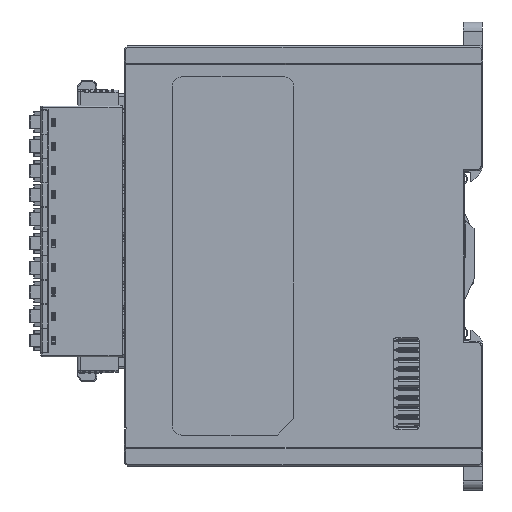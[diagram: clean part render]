
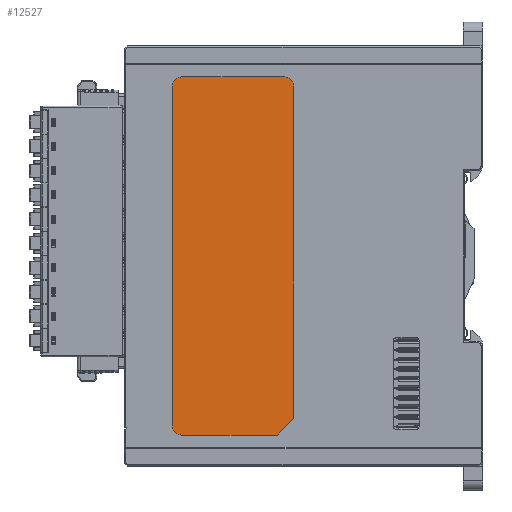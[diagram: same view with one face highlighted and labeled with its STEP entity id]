
A CAD part, left-side view. The second image highlights one B-rep face of the part: STEP entity #12527.
In plain terms, the highlighted planar face has unit normal (-1, 0, 0).
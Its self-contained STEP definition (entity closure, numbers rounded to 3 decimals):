
#12368=CARTESIAN_POINT('',(0.2,-33.5,37.5));
#12369=VERTEX_POINT('',#12368);
#12370=CARTESIAN_POINT('',(0.2,-12.,37.5));
#12371=VERTEX_POINT('',#12370);
#12372=CARTESIAN_POINT('',(0.2,-33.5,37.5));
#12373=DIRECTION('',(0.,1.,0.));
#12374=VECTOR('',#12373,21.5);
#12375=LINE('',#12372,#12374);
#12376=EDGE_CURVE('',#12369,#12371,#12375,.T.);
#12399=CARTESIAN_POINT('',(0.2,-10.,35.5));
#12400=VERTEX_POINT('',#12399);
#12401=CARTESIAN_POINT('',(0.2,-12.,35.5));
#12402=DIRECTION('',(-1.,0.,0.));
#12403=DIRECTION('',(0.,0.,1.));
#12404=AXIS2_PLACEMENT_3D('',#12401,#12402,#12403);
#12405=CIRCLE('',#12404,2.);
#12406=EDGE_CURVE('',#12371,#12400,#12405,.T.);
#12424=CARTESIAN_POINT('',(0.2,-10.,-35.5));
#12425=VERTEX_POINT('',#12424);
#12426=CARTESIAN_POINT('',(0.2,-10.,35.5));
#12427=DIRECTION('',(0.,0.,-1.));
#12428=VECTOR('',#12427,71.);
#12429=LINE('',#12426,#12428);
#12430=EDGE_CURVE('',#12400,#12425,#12429,.T.);
#12448=CARTESIAN_POINT('',(0.2,-12.,-37.5));
#12449=VERTEX_POINT('',#12448);
#12450=CARTESIAN_POINT('',(0.2,-12.,-35.5));
#12451=DIRECTION('',(-1.,0.,0.));
#12452=DIRECTION('',(0.,1.,0.));
#12453=AXIS2_PLACEMENT_3D('',#12450,#12451,#12452);
#12454=CIRCLE('',#12453,2.);
#12455=EDGE_CURVE('',#12425,#12449,#12454,.T.);
#12474=CARTESIAN_POINT('',(0.2,-32.,-37.5));
#12475=VERTEX_POINT('',#12474);
#12482=CARTESIAN_POINT('',(0.2,-12.,-37.5));
#12483=DIRECTION('',(0.,-1.,0.));
#12484=VECTOR('',#12483,20.);
#12485=LINE('',#12482,#12484);
#12486=EDGE_CURVE('',#12449,#12475,#12485,.T.);
#12492=CARTESIAN_POINT('',(0.2,0.,0.));
#12493=DIRECTION('',(-1.,0.,0.));
#12494=DIRECTION('',(0.,0.,1.));
#12495=AXIS2_PLACEMENT_3D('',#12492,#12493,#12494);
#12496=PLANE('',#12495);
#12497=ORIENTED_EDGE('',*,*,#12486,.T.);
#12498=CARTESIAN_POINT('',(0.2,-35.5,-34.));
#12499=VERTEX_POINT('',#12498);
#12500=CARTESIAN_POINT('',(0.2,-35.5,-34.));
#12501=DIRECTION('',(0.,0.707,-0.707));
#12502=VECTOR('',#12501,4.95);
#12503=LINE('',#12500,#12502);
#12504=EDGE_CURVE('',#12499,#12475,#12503,.T.);
#12505=ORIENTED_EDGE('',*,*,#12504,.F.);
#12506=CARTESIAN_POINT('',(0.2,-35.5,35.5));
#12507=VERTEX_POINT('',#12506);
#12508=CARTESIAN_POINT('',(0.2,-35.5,-34.));
#12509=DIRECTION('',(0.,0.,1.));
#12510=VECTOR('',#12509,69.5);
#12511=LINE('',#12508,#12510);
#12512=EDGE_CURVE('',#12499,#12507,#12511,.T.);
#12513=ORIENTED_EDGE('',*,*,#12512,.T.);
#12514=CARTESIAN_POINT('',(0.2,-33.5,35.5));
#12515=DIRECTION('',(-1.,0.,0.));
#12516=DIRECTION('',(0.,-1.,0.));
#12517=AXIS2_PLACEMENT_3D('',#12514,#12515,#12516);
#12518=CIRCLE('',#12517,2.);
#12519=EDGE_CURVE('',#12507,#12369,#12518,.T.);
#12520=ORIENTED_EDGE('',*,*,#12519,.T.);
#12521=ORIENTED_EDGE('',*,*,#12376,.T.);
#12522=ORIENTED_EDGE('',*,*,#12406,.T.);
#12523=ORIENTED_EDGE('',*,*,#12430,.T.);
#12524=ORIENTED_EDGE('',*,*,#12455,.T.);
#12525=EDGE_LOOP('',(#12497,#12505,#12513,#12520,#12521,#12522,#12523,#12524));
#12526=FACE_BOUND('',#12525,.T.);
#12527=ADVANCED_FACE('',(#12526),#12496,.T.);
